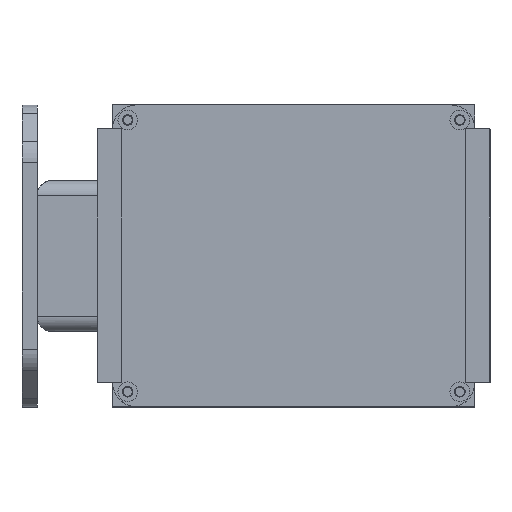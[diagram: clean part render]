
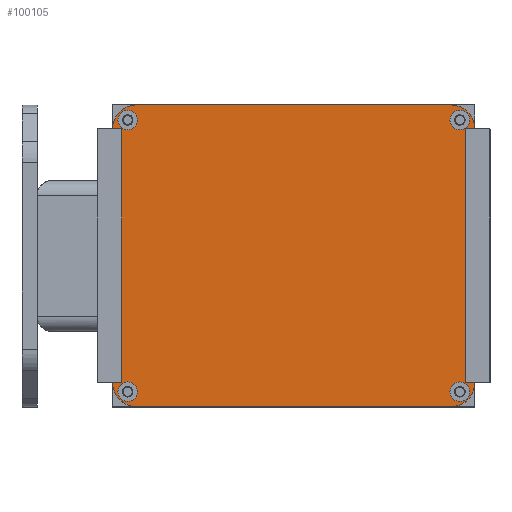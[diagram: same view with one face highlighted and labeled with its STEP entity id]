
A CAD part, top view. The second image highlights one B-rep face of the part: STEP entity #100105.
In plain terms, the highlighted planar face has unit normal (0, 0, 1).
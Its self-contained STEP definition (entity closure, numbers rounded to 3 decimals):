
#4062=CIRCLE('',#108392,3.25);
#4065=CIRCLE('',#108397,3.25);
#4068=CIRCLE('',#108402,3.25);
#4071=CIRCLE('',#108407,3.25);
#4074=CIRCLE('',#108412,8.);
#4075=CIRCLE('',#108413,8.);
#4076=CIRCLE('',#108414,8.);
#4077=CIRCLE('',#108415,8.);
#5898=FACE_BOUND('',#16671,.T.);
#5899=FACE_BOUND('',#16672,.T.);
#5900=FACE_BOUND('',#16673,.T.);
#5901=FACE_BOUND('',#16674,.T.);
#10948=FACE_OUTER_BOUND('',#16670,.T.);
#16670=EDGE_LOOP('',(#89526,#89527,#89528,#89529,#89530,#89531,#89532,#89533,
#89534,#89535,#89536,#89537,#89538,#89539,#89540,#89541,#89542,#89543));
#16671=EDGE_LOOP('',(#89544));
#16672=EDGE_LOOP('',(#89545));
#16673=EDGE_LOOP('',(#89546));
#16674=EDGE_LOOP('',(#89547));
#27591=LINE('',#169060,#38665);
#27592=LINE('',#169062,#38666);
#27593=LINE('',#169064,#38667);
#27594=LINE('',#169066,#38668);
#27595=LINE('',#169068,#38669);
#27596=LINE('',#169070,#38670);
#27597=LINE('',#169072,#38671);
#27598=LINE('',#169076,#38672);
#27599=LINE('',#169080,#38673);
#27600=LINE('',#169082,#38674);
#27601=LINE('',#169084,#38675);
#27602=LINE('',#169086,#38676);
#27603=LINE('',#169088,#38677);
#27604=LINE('',#169092,#38678);
#38665=VECTOR('',#134505,10.);
#38666=VECTOR('',#134506,10.);
#38667=VECTOR('',#134507,10.);
#38668=VECTOR('',#134508,10.);
#38669=VECTOR('',#134509,10.);
#38670=VECTOR('',#134510,10.);
#38671=VECTOR('',#134511,10.);
#38672=VECTOR('',#134514,10.);
#38673=VECTOR('',#134517,10.);
#38674=VECTOR('',#134518,10.);
#38675=VECTOR('',#134519,10.);
#38676=VECTOR('',#134520,10.);
#38677=VECTOR('',#134521,10.);
#38678=VECTOR('',#134524,10.);
#47825=VERTEX_POINT('',#169022);
#47828=VERTEX_POINT('',#169031);
#47831=VERTEX_POINT('',#169040);
#47834=VERTEX_POINT('',#169049);
#47837=VERTEX_POINT('',#169058);
#47838=VERTEX_POINT('',#169059);
#47839=VERTEX_POINT('',#169061);
#47840=VERTEX_POINT('',#169063);
#47841=VERTEX_POINT('',#169065);
#47842=VERTEX_POINT('',#169067);
#47843=VERTEX_POINT('',#169069);
#47844=VERTEX_POINT('',#169071);
#47845=VERTEX_POINT('',#169073);
#47846=VERTEX_POINT('',#169075);
#47847=VERTEX_POINT('',#169077);
#47848=VERTEX_POINT('',#169079);
#47849=VERTEX_POINT('',#169081);
#47850=VERTEX_POINT('',#169083);
#47851=VERTEX_POINT('',#169085);
#47852=VERTEX_POINT('',#169087);
#47853=VERTEX_POINT('',#169089);
#47854=VERTEX_POINT('',#169091);
#61817=EDGE_CURVE('',#47825,#47825,#4062,.T.);
#61821=EDGE_CURVE('',#47828,#47828,#4065,.T.);
#61825=EDGE_CURVE('',#47831,#47831,#4068,.T.);
#61829=EDGE_CURVE('',#47834,#47834,#4071,.T.);
#61833=EDGE_CURVE('',#47837,#47838,#27591,.T.);
#61834=EDGE_CURVE('',#47838,#47839,#27592,.T.);
#61835=EDGE_CURVE('',#47839,#47840,#27593,.T.);
#61836=EDGE_CURVE('',#47841,#47840,#27594,.T.);
#61837=EDGE_CURVE('',#47842,#47841,#27595,.T.);
#61838=EDGE_CURVE('',#47843,#47842,#27596,.T.);
#61839=EDGE_CURVE('',#47843,#47844,#27597,.T.);
#61840=EDGE_CURVE('',#47844,#47845,#4074,.T.);
#61841=EDGE_CURVE('',#47845,#47846,#27598,.T.);
#61842=EDGE_CURVE('',#47846,#47847,#4075,.T.);
#61843=EDGE_CURVE('',#47847,#47848,#27599,.T.);
#61844=EDGE_CURVE('',#47849,#47848,#27600,.T.);
#61845=EDGE_CURVE('',#47850,#47849,#27601,.T.);
#61846=EDGE_CURVE('',#47850,#47851,#27602,.T.);
#61847=EDGE_CURVE('',#47851,#47852,#27603,.T.);
#61848=EDGE_CURVE('',#47852,#47853,#4076,.T.);
#61849=EDGE_CURVE('',#47853,#47854,#27604,.T.);
#61850=EDGE_CURVE('',#47854,#47837,#4077,.T.);
#89526=ORIENTED_EDGE('',*,*,#61833,.T.);
#89527=ORIENTED_EDGE('',*,*,#61834,.T.);
#89528=ORIENTED_EDGE('',*,*,#61835,.T.);
#89529=ORIENTED_EDGE('',*,*,#61836,.F.);
#89530=ORIENTED_EDGE('',*,*,#61837,.F.);
#89531=ORIENTED_EDGE('',*,*,#61838,.F.);
#89532=ORIENTED_EDGE('',*,*,#61839,.T.);
#89533=ORIENTED_EDGE('',*,*,#61840,.T.);
#89534=ORIENTED_EDGE('',*,*,#61841,.T.);
#89535=ORIENTED_EDGE('',*,*,#61842,.T.);
#89536=ORIENTED_EDGE('',*,*,#61843,.T.);
#89537=ORIENTED_EDGE('',*,*,#61844,.F.);
#89538=ORIENTED_EDGE('',*,*,#61845,.F.);
#89539=ORIENTED_EDGE('',*,*,#61846,.T.);
#89540=ORIENTED_EDGE('',*,*,#61847,.T.);
#89541=ORIENTED_EDGE('',*,*,#61848,.T.);
#89542=ORIENTED_EDGE('',*,*,#61849,.T.);
#89543=ORIENTED_EDGE('',*,*,#61850,.T.);
#89544=ORIENTED_EDGE('',*,*,#61817,.T.);
#89545=ORIENTED_EDGE('',*,*,#61821,.T.);
#89546=ORIENTED_EDGE('',*,*,#61825,.T.);
#89547=ORIENTED_EDGE('',*,*,#61829,.T.);
#94921=PLANE('',#108411);
#100105=ADVANCED_FACE('',(#10948,#5898,#5899,#5900,#5901),#94921,.T.);
#108392=AXIS2_PLACEMENT_3D('',#169023,#134461,#134462);
#108397=AXIS2_PLACEMENT_3D('',#169032,#134472,#134473);
#108402=AXIS2_PLACEMENT_3D('',#169041,#134483,#134484);
#108407=AXIS2_PLACEMENT_3D('',#169050,#134494,#134495);
#108411=AXIS2_PLACEMENT_3D('',#169057,#134503,#134504);
#108412=AXIS2_PLACEMENT_3D('',#169074,#134512,#134513);
#108413=AXIS2_PLACEMENT_3D('',#169078,#134515,#134516);
#108414=AXIS2_PLACEMENT_3D('',#169090,#134522,#134523);
#108415=AXIS2_PLACEMENT_3D('',#169093,#134525,#134526);
#134461=DIRECTION('center_axis',(0.,0.,-1.));
#134462=DIRECTION('ref_axis',(-1.,0.,0.));
#134472=DIRECTION('center_axis',(0.,0.,-1.));
#134473=DIRECTION('ref_axis',(-1.,0.,0.));
#134483=DIRECTION('center_axis',(0.,0.,-1.));
#134484=DIRECTION('ref_axis',(-1.,0.,0.));
#134494=DIRECTION('center_axis',(0.,0.,-1.));
#134495=DIRECTION('ref_axis',(-1.,0.,0.));
#134503=DIRECTION('center_axis',(0.,0.,1.));
#134504=DIRECTION('ref_axis',(0.,-1.,0.));
#134505=DIRECTION('',(1.,0.,0.));
#134506=DIRECTION('',(0.,1.,0.));
#134507=DIRECTION('',(-1.,0.,0.));
#134508=DIRECTION('',(0.,1.,0.));
#134509=DIRECTION('',(1.,0.,0.));
#134510=DIRECTION('',(0.,-1.,0.));
#134511=DIRECTION('',(-1.,0.,0.));
#134512=DIRECTION('center_axis',(0.,0.,1.));
#134513=DIRECTION('ref_axis',(0.707,0.707,0.));
#134514=DIRECTION('',(-1.,0.,0.));
#134515=DIRECTION('center_axis',(0.,0.,1.));
#134516=DIRECTION('ref_axis',(-0.707,0.707,0.));
#134517=DIRECTION('',(-1.,0.,0.));
#134518=DIRECTION('',(0.,1.,0.));
#134519=DIRECTION('',(1.,0.,0.));
#134520=DIRECTION('',(0.,-1.,0.));
#134521=DIRECTION('',(1.,0.,0.));
#134522=DIRECTION('center_axis',(0.,0.,1.));
#134523=DIRECTION('ref_axis',(-0.707,-0.707,0.));
#134524=DIRECTION('',(1.,0.,0.));
#134525=DIRECTION('center_axis',(0.,0.,1.));
#134526=DIRECTION('ref_axis',(0.707,-0.707,0.));
#169022=CARTESIAN_POINT('',(8.25,94.994,52.));
#169023=CARTESIAN_POINT('Origin',(5.,94.994,52.));
#169031=CARTESIAN_POINT('',(118.25,94.994,52.));
#169032=CARTESIAN_POINT('Origin',(115.,94.994,52.));
#169040=CARTESIAN_POINT('',(118.25,4.994,52.));
#169041=CARTESIAN_POINT('Origin',(115.,4.994,52.));
#169049=CARTESIAN_POINT('',(8.25,4.994,52.));
#169050=CARTESIAN_POINT('Origin',(5.,4.994,52.));
#169057=CARTESIAN_POINT('Origin',(120.,92.,52.));
#169058=CARTESIAN_POINT('',(120.,8.,52.));
#169059=CARTESIAN_POINT('',(125.,8.,52.));
#169060=CARTESIAN_POINT('',(120.,8.,52.));
#169061=CARTESIAN_POINT('',(125.,92.,52.));
#169062=CARTESIAN_POINT('',(125.,0.,52.));
#169063=CARTESIAN_POINT('',(124.934,92.,52.));
#169064=CARTESIAN_POINT('',(120.,92.,52.));
#169065=CARTESIAN_POINT('',(124.934,8.056,52.));
#169066=CARTESIAN_POINT('',(124.934,42.528,52.));
#169067=CARTESIAN_POINT('',(122.,8.056,52.));
#169068=CARTESIAN_POINT('',(57.467,8.056,52.));
#169069=CARTESIAN_POINT('',(122.,92.,52.));
#169070=CARTESIAN_POINT('',(122.,99.528,52.));
#169071=CARTESIAN_POINT('',(120.,92.,52.));
#169072=CARTESIAN_POINT('',(120.,92.,52.));
#169073=CARTESIAN_POINT('',(112.,100.,52.));
#169074=CARTESIAN_POINT('Origin',(112.,92.,52.));
#169075=CARTESIAN_POINT('',(8.,100.,52.));
#169076=CARTESIAN_POINT('',(120.,100.,52.));
#169077=CARTESIAN_POINT('',(0.,92.,52.));
#169078=CARTESIAN_POINT('Origin',(8.,92.,52.));
#169079=CARTESIAN_POINT('',(-2.,92.,52.));
#169080=CARTESIAN_POINT('',(0.,92.,52.));
#169081=CARTESIAN_POINT('',(-2.,8.056,52.));
#169082=CARTESIAN_POINT('',(-2.,42.528,52.));
#169083=CARTESIAN_POINT('',(-5.,8.056,52.));
#169084=CARTESIAN_POINT('',(57.467,8.056,52.));
#169085=CARTESIAN_POINT('',(-5.,8.,52.));
#169086=CARTESIAN_POINT('',(-5.,75.028,52.));
#169087=CARTESIAN_POINT('',(0.,8.,52.));
#169088=CARTESIAN_POINT('',(0.,8.,52.));
#169089=CARTESIAN_POINT('',(8.,0.,52.));
#169090=CARTESIAN_POINT('Origin',(8.,8.,52.));
#169091=CARTESIAN_POINT('',(112.,0.,52.));
#169092=CARTESIAN_POINT('',(0.,0.,52.));
#169093=CARTESIAN_POINT('Origin',(112.,8.,52.));
